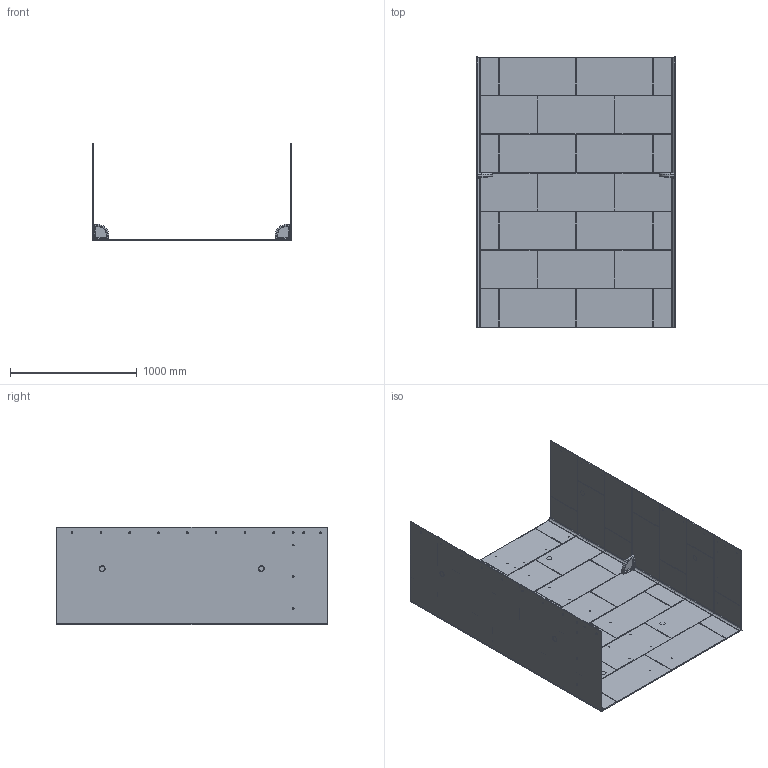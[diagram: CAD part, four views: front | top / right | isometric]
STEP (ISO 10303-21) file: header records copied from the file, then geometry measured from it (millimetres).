
FILE_DESCRIPTION (( 'STEP AP203' ), '1' );
FILE_NAME ('TSMK843062.STEP', '2021-07-09T12:15:18', ( '' ), ( '' ), 'SwSTEP 2.0', 'SolidWorks 2020', '' );
FILE_SCHEMA (( 'CONFIG_CONTROL_DESIGN' ));
Length unit declared in the file: inch
Products named in the file (6): TSMK6284_Wall 62"; SWSACCES2; MirrorTSMK3084; TSMK843062; TSMK3084; SWACCM2084
Assembly tree (7 placements, depth 2):
  TSMK843062
    TSMK6284_Wall 62"
    TSMK3084
    SWSACCES2  x2
    SWACCM2084  x2
    MirrorTSMK3084
Bounding box: 1574.8 x 2133.6 x 771.52 mm (x, y, z)
Volume: 64068109 mm3; surface area: 13847352.1 mm2
Topology: 7 solids, 7 shells, 1412 faces, 3539 edges, 2210 vertices
Faces by surface type: plane 499, cylinder 487, bspline 258, torus 142, cone 16, sphere 10
Entity records: 64695 total; most frequent: CARTESIAN_POINT 34051, ORIENTED_EDGE 6870, DIRECTION 5152, EDGE_CURVE 3435, VERTEX_POINT 2152, AXIS2_PLACEMENT_3D 1843, VECTOR 1466, LINE 1466
